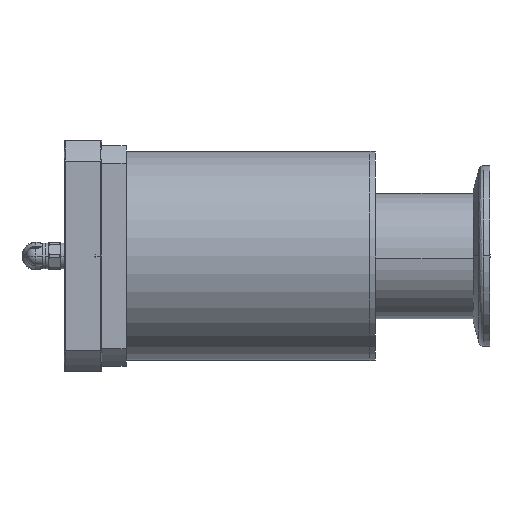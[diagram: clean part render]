
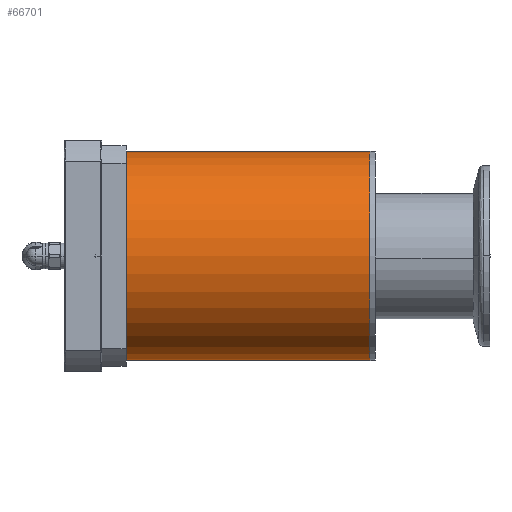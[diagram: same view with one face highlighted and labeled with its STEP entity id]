
A CAD part, left-side view. The second image highlights one B-rep face of the part: STEP entity #66701.
In plain terms, the highlighted cylindrical face has radius 31.75 mm (diameter 63.5 mm), a partial arc.
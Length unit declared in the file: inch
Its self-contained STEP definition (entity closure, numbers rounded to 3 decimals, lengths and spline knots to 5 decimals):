
#1211 = CARTESIAN_POINT ( 'NONE',  ( 0., 0.06, -1.25 ) ) ;
#3125 = DIRECTION ( 'NONE',  ( 0., 1., 0. ) ) ;
#3522 = DIRECTION ( 'NONE',  ( 0., 1., 0. ) ) ;
#5614 = CARTESIAN_POINT ( 'NONE',  ( 0., 0.06, 1.25 ) ) ;
#6583 = ORIENTED_EDGE ( 'NONE', *, *, #30575, .F. ) ;
#9456 = FACE_OUTER_BOUND ( 'NONE', #57457, .T. ) ;
#9816 = DIRECTION ( 'NONE',  ( 0., 0., -1. ) ) ;
#9893 = AXIS2_PLACEMENT_3D ( 'NONE', #48013, #59067, #9816 ) ;
#14001 = EDGE_CURVE ( 'NONE', #59487, #50567, #67411, .T. ) ;
#16598 = DIRECTION ( 'NONE',  ( 0., -1., 0. ) ) ;
#19492 = AXIS2_PLACEMENT_3D ( 'NONE', #41337, #3522, #46707 ) ;
#21752 = ORIENTED_EDGE ( 'NONE', *, *, #67954, .T. ) ;
#25014 = AXIS2_PLACEMENT_3D ( 'NONE', #46303, #3125, #58071 ) ;
#27158 = VECTOR ( 'NONE', #16598, 39.37008 ) ;
#30575 = EDGE_CURVE ( 'NONE', #50567, #58737, #65871, .T. ) ;
#35255 = ORIENTED_EDGE ( 'NONE', *, *, #39778, .T. ) ;
#37296 = CYLINDRICAL_SURFACE ( 'NONE', #9893, 1.25 ) ;
#37422 = VERTEX_POINT ( 'NONE', #39489 ) ;
#38734 = DIRECTION ( 'NONE',  ( 0., -1., 0. ) ) ;
#39489 = CARTESIAN_POINT ( 'NONE',  ( 0., -2.915, -1.25 ) ) ;
#39778 = EDGE_CURVE ( 'NONE', #37422, #58737, #55819, .T. ) ;
#41337 = CARTESIAN_POINT ( 'NONE',  ( 0., 0.06, 0. ) ) ;
#44083 = CARTESIAN_POINT ( 'NONE',  ( 0., 0.06, -1.25 ) ) ;
#46303 = CARTESIAN_POINT ( 'NONE',  ( 0., -2.915, 0. ) ) ;
#46707 = DIRECTION ( 'NONE',  ( 0., 0., 1. ) ) ;
#48013 = CARTESIAN_POINT ( 'NONE',  ( 0., 0.06, 0. ) ) ;
#50567 = VERTEX_POINT ( 'NONE', #5614 ) ;
#50944 = CARTESIAN_POINT ( 'NONE',  ( 0., -2.915, 1.25 ) ) ;
#54967 = ORIENTED_EDGE ( 'NONE', *, *, #14001, .F. ) ;
#55500 = CARTESIAN_POINT ( 'NONE',  ( 0., 0.06, 1.25 ) ) ;
#55819 = CIRCLE ( 'NONE', #25014, 1.25 ) ;
#57457 = EDGE_LOOP ( 'NONE', ( #6583, #54967, #21752, #35255 ) ) ;
#58071 = DIRECTION ( 'NONE',  ( 0., 0., 1. ) ) ;
#58737 = VERTEX_POINT ( 'NONE', #50944 ) ;
#59067 = DIRECTION ( 'NONE',  ( 0., -1., 0. ) ) ;
#59487 = VERTEX_POINT ( 'NONE', #1211 ) ;
#61200 = LINE ( 'NONE', #44083, #61297 ) ;
#61297 = VECTOR ( 'NONE', #38734, 39.37008 ) ;
#65871 = LINE ( 'NONE', #55500, #27158 ) ;
#66701 = ADVANCED_FACE ( 'NONE', ( #9456 ), #37296, .T. ) ;
#67411 = CIRCLE ( 'NONE', #19492, 1.25 ) ;
#67954 = EDGE_CURVE ( 'NONE', #59487, #37422, #61200, .T. ) ;
